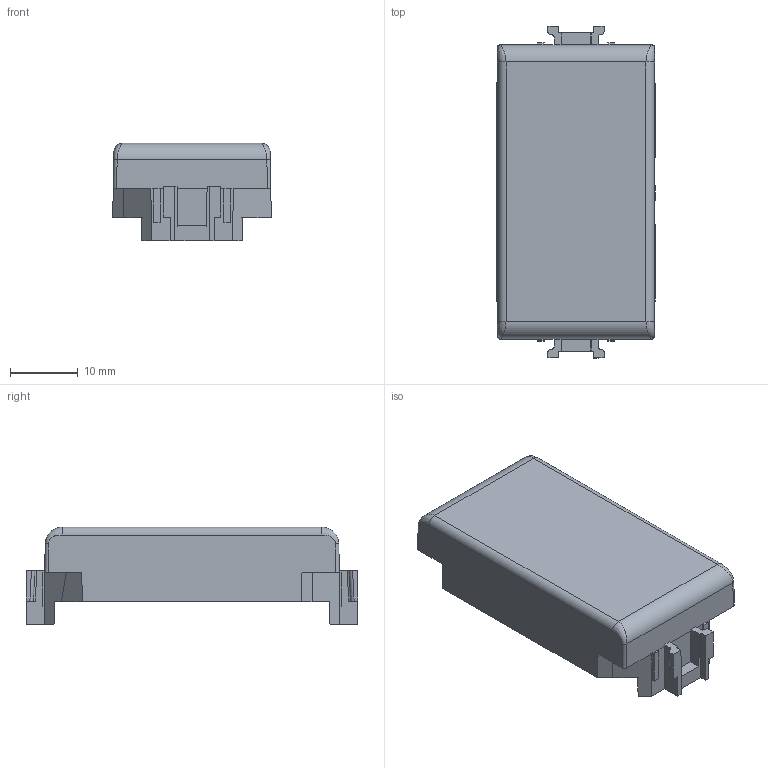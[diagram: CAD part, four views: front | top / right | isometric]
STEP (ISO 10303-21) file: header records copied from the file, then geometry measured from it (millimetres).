
FILE_DESCRIPTION (( 'STEP AP203' ), '1' );
FILE_NAME ('MATIX.STEP', '2024-02-13T18:37:35', ( '' ), ( '' ), 'SwSTEP 2.0', 'SolidWorks 2020', '' );
FILE_SCHEMA (( 'CONFIG_CONTROL_DESIGN' ));
Length unit declared in the file: millimetre
Products named in the file (1): MATIX
Bounding box: 23.41 x 49 x 14.4 mm (x, y, z)
Volume: 3483.3 mm3; surface area: 5089.1 mm2
Topology: 1 solids, 1 shells, 176 faces, 473 edges, 299 vertices
Faces by surface type: plane 125, cylinder 41, bspline 8, cone 2
Entity records: 5915 total; most frequent: CARTESIAN_POINT 1626, ORIENTED_EDGE 946, DIRECTION 780, EDGE_CURVE 473, LINE 394, VECTOR 394, VERTEX_POINT 299, AXIS2_PLACEMENT_3D 193
